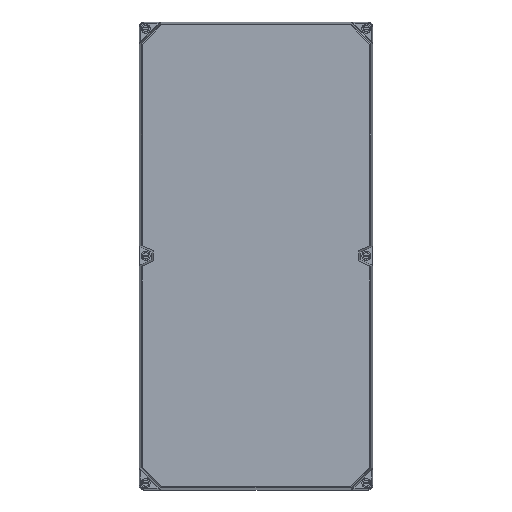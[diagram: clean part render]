
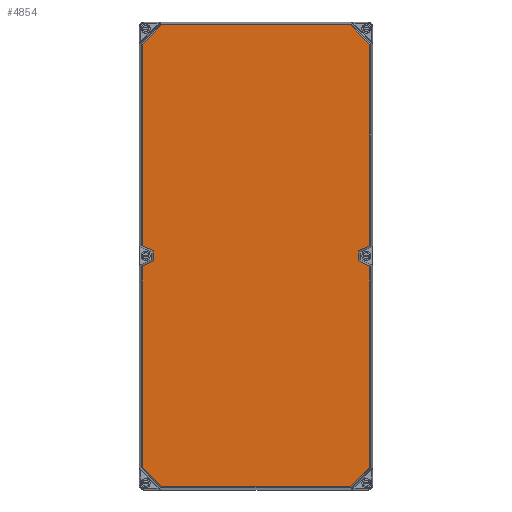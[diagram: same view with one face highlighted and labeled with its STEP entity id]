
A CAD part, top view. The second image highlights one B-rep face of the part: STEP entity #4854.
In plain terms, the highlighted planar face has unit normal (0, 0, 1).
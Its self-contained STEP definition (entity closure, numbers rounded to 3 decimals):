
#4854 = ADVANCED_FACE( '', ( #11972 ), #11973, .F. );
#11972 = FACE_OUTER_BOUND( '', #21728, .T. );
#11973 = PLANE( '', #21729 );
#21728 = EDGE_LOOP( '', ( #36169, #36170, #36171, #36172, #36173, #36174, #36175, #36176, #36177, #36178, #36179, #36180, #36181, #36182, #36183, #36184 ) );
#21729 = AXIS2_PLACEMENT_3D( '', #36185, #36186, #36187 );
#36169 = ORIENTED_EDGE( '', *, *, #60024, .F. );
#36170 = ORIENTED_EDGE( '', *, *, #60025, .T. );
#36171 = ORIENTED_EDGE( '', *, *, #60026, .T. );
#36172 = ORIENTED_EDGE( '', *, *, #60027, .F. );
#36173 = ORIENTED_EDGE( '', *, *, #56138, .F. );
#36174 = ORIENTED_EDGE( '', *, *, #60021, .F. );
#36175 = ORIENTED_EDGE( '', *, *, #56897, .F. );
#36176 = ORIENTED_EDGE( '', *, *, #60028, .F. );
#36177 = ORIENTED_EDGE( '', *, *, #60029, .F. );
#36178 = ORIENTED_EDGE( '', *, *, #60030, .F. );
#36179 = ORIENTED_EDGE( '', *, *, #60031, .F. );
#36180 = ORIENTED_EDGE( '', *, *, #59575, .T. );
#36181 = ORIENTED_EDGE( '', *, *, #60032, .T. );
#36182 = ORIENTED_EDGE( '', *, *, #60033, .T. );
#36183 = ORIENTED_EDGE( '', *, *, #60034, .F. );
#36184 = ORIENTED_EDGE( '', *, *, #60035, .F. );
#36185 = CARTESIAN_POINT( '', ( 150., 296.014, 115. ) );
#36186 = DIRECTION( '', ( 0., 0., -1. ) );
#36187 = DIRECTION( '', ( -1., 0., 0. ) );
#56138 = EDGE_CURVE( '', #66916, #66918, #66919, .T. );
#56897 = EDGE_CURVE( '', #68270, #68272, #68273, .T. );
#59575 = EDGE_CURVE( '', #72805, #72803, #72806, .T. );
#60021 = EDGE_CURVE( '', #68272, #66916, #73493, .T. );
#60024 = EDGE_CURVE( '', #73496, #73497, #73498, .T. );
#60025 = EDGE_CURVE( '', #73496, #73499, #73500, .T. );
#60026 = EDGE_CURVE( '', #73499, #73501, #73502, .T. );
#60027 = EDGE_CURVE( '', #66918, #73501, #73503, .T. );
#60028 = EDGE_CURVE( '', #73504, #68270, #73505, .T. );
#60029 = EDGE_CURVE( '', #73506, #73504, #73507, .T. );
#60030 = EDGE_CURVE( '', #73508, #73506, #73509, .T. );
#60031 = EDGE_CURVE( '', #72805, #73508, #73510, .T. );
#60032 = EDGE_CURVE( '', #72803, #73511, #73512, .T. );
#60033 = EDGE_CURVE( '', #73511, #73513, #73514, .T. );
#60034 = EDGE_CURVE( '', #73515, #73513, #73516, .T. );
#60035 = EDGE_CURVE( '', #73497, #73515, #73517, .T. );
#66916 = VERTEX_POINT( '', #82679 );
#66918 = VERTEX_POINT( '', #82681 );
#66919 = LINE( '', #82682, #82683 );
#68270 = VERTEX_POINT( '', #84519 );
#68272 = VERTEX_POINT( '', #84522 );
#68273 = LINE( '', #84523, #84524 );
#72803 = VERTEX_POINT( '', #90787 );
#72805 = VERTEX_POINT( '', #90789 );
#72806 = LINE( '', #90790, #90791 );
#73493 = LINE( '', #91757, #91758 );
#73496 = VERTEX_POINT( '', #91762 );
#73497 = VERTEX_POINT( '', #91763 );
#73498 = LINE( '', #91764, #91765 );
#73499 = VERTEX_POINT( '', #91766 );
#73500 = LINE( '', #91767, #91768 );
#73501 = VERTEX_POINT( '', #91769 );
#73502 = LINE( '', #91770, #91771 );
#73503 = LINE( '', #91772, #91773 );
#73504 = VERTEX_POINT( '', #91774 );
#73505 = LINE( '', #91775, #91776 );
#73506 = VERTEX_POINT( '', #91777 );
#73507 = LINE( '', #91778, #91779 );
#73508 = VERTEX_POINT( '', #91780 );
#73509 = LINE( '', #91781, #91782 );
#73510 = LINE( '', #91783, #91784 );
#73511 = VERTEX_POINT( '', #91785 );
#73512 = LINE( '', #91786, #91787 );
#73513 = VERTEX_POINT( '', #91788 );
#73514 = LINE( '', #91789, #91790 );
#73515 = VERTEX_POINT( '', #91791 );
#73516 = LINE( '', #91792, #91793 );
#73517 = LINE( '', #91794, #91795 );
#82679 = CARTESIAN_POINT( '', ( 146.014, -271.443, 115. ) );
#82681 = CARTESIAN_POINT( '', ( 121.443, -296.014, 115. ) );
#82682 = CARTESIAN_POINT( '', ( 151.406, -266.051, 115. ) );
#82683 = VECTOR( '', #103482, 1000. );
#84519 = CARTESIAN_POINT( '', ( 131.471, -6.279, 115. ) );
#84522 = CARTESIAN_POINT( '', ( 146.014, -13.06, 115. ) );
#84523 = CARTESIAN_POINT( '', ( 132.635, -6.821, 115. ) );
#84524 = VECTOR( '', #104453, 1000. );
#90787 = CARTESIAN_POINT( '', ( -121.443, 296.014, 115. ) );
#90789 = CARTESIAN_POINT( '', ( 121.443, 296.014, 115. ) );
#90790 = CARTESIAN_POINT( '', ( 150., 296.014, 115. ) );
#90791 = VECTOR( '', #107793, 1000. );
#91757 = CARTESIAN_POINT( '', ( 146.014, 300., 115. ) );
#91758 = VECTOR( '', #108289, 1000. );
#91762 = CARTESIAN_POINT( '', ( -146.014, -13.06, 115. ) );
#91763 = CARTESIAN_POINT( '', ( -131.471, -6.279, 115. ) );
#91764 = CARTESIAN_POINT( '', ( -155.293, -17.387, 115. ) );
#91765 = VECTOR( '', #108291, 1000. );
#91766 = CARTESIAN_POINT( '', ( -146.014, -271.443, 115. ) );
#91767 = CARTESIAN_POINT( '', ( -146.014, 300., 115. ) );
#91768 = VECTOR( '', #108292, 1000. );
#91769 = CARTESIAN_POINT( '', ( -121.443, -296.014, 115. ) );
#91770 = CARTESIAN_POINT( '', ( -151.406, -266.051, 115. ) );
#91771 = VECTOR( '', #108293, 1000. );
#91772 = CARTESIAN_POINT( '', ( 150., -296.014, 115. ) );
#91773 = VECTOR( '', #108294, 1000. );
#91774 = CARTESIAN_POINT( '', ( 131.471, 6.279, 115. ) );
#91775 = CARTESIAN_POINT( '', ( 131.471, 4.994, 115. ) );
#91776 = VECTOR( '', #108295, 1000. );
#91777 = CARTESIAN_POINT( '', ( 146.014, 13.06, 115. ) );
#91778 = CARTESIAN_POINT( '', ( 155.293, 17.387, 115. ) );
#91779 = VECTOR( '', #108296, 1000. );
#91780 = CARTESIAN_POINT( '', ( 146.014, 271.443, 115. ) );
#91781 = CARTESIAN_POINT( '', ( 146.014, 300., 115. ) );
#91782 = VECTOR( '', #108297, 1000. );
#91783 = CARTESIAN_POINT( '', ( 116.051, 301.406, 115. ) );
#91784 = VECTOR( '', #108298, 1000. );
#91785 = CARTESIAN_POINT( '', ( -146.014, 271.443, 115. ) );
#91786 = CARTESIAN_POINT( '', ( -116.051, 301.406, 115. ) );
#91787 = VECTOR( '', #108299, 1000. );
#91788 = CARTESIAN_POINT( '', ( -146.014, 13.06, 115. ) );
#91789 = CARTESIAN_POINT( '', ( -146.014, 300., 115. ) );
#91790 = VECTOR( '', #108300, 1000. );
#91791 = CARTESIAN_POINT( '', ( -131.471, 6.279, 115. ) );
#91792 = CARTESIAN_POINT( '', ( -132.635, 6.821, 115. ) );
#91793 = VECTOR( '', #108301, 1000. );
#91794 = CARTESIAN_POINT( '', ( -131.471, -4.994, 115. ) );
#91795 = VECTOR( '', #108302, 1000. );
#103482 = DIRECTION( '', ( -0.707, -0.707, 0. ) );
#104453 = DIRECTION( '', ( 0.906, -0.423, 0. ) );
#107793 = DIRECTION( '', ( -1., 0., 0. ) );
#108289 = DIRECTION( '', ( 0., -1., 0. ) );
#108291 = DIRECTION( '', ( 0.906, 0.423, 0. ) );
#108292 = DIRECTION( '', ( 0., -1., 0. ) );
#108293 = DIRECTION( '', ( 0.707, -0.707, 0. ) );
#108294 = DIRECTION( '', ( -1., 0., 0. ) );
#108295 = DIRECTION( '', ( 0., -1., 0. ) );
#108296 = DIRECTION( '', ( -0.906, -0.423, 0. ) );
#108297 = DIRECTION( '', ( 0., -1., 0. ) );
#108298 = DIRECTION( '', ( 0.707, -0.707, 0. ) );
#108299 = DIRECTION( '', ( -0.707, -0.707, 0. ) );
#108300 = DIRECTION( '', ( 0., -1., 0. ) );
#108301 = DIRECTION( '', ( -0.906, 0.423, 0. ) );
#108302 = DIRECTION( '', ( 0., 1., 0. ) );
